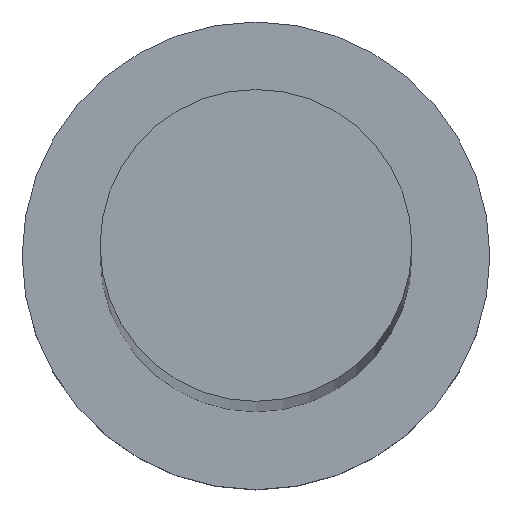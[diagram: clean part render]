
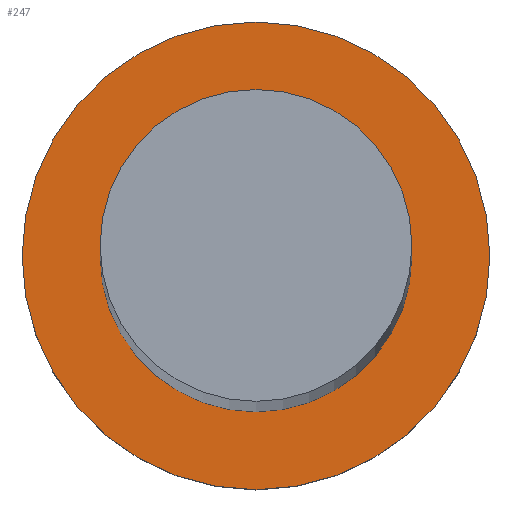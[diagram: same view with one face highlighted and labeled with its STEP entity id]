
A CAD part, top view. The second image highlights one B-rep face of the part: STEP entity #247.
In plain terms, the highlighted planar face has unit normal (0, 0, 1).
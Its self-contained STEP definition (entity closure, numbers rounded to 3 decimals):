
#3 = VERTEX_POINT ( 'NONE', #227 ) ;
#13 = CARTESIAN_POINT ( 'NONE',  ( 0., 0., 7. ) ) ;
#20 = CARTESIAN_POINT ( 'NONE',  ( -8., 0., 7. ) ) ;
#32 = ORIENTED_EDGE ( 'NONE', *, *, #41, .F. ) ;
#38 = EDGE_LOOP ( 'NONE', ( #32, #40 ) ) ;
#40 = ORIENTED_EDGE ( 'NONE', *, *, #64, .F. ) ;
#41 = EDGE_CURVE ( 'NONE', #133, #51, #53, .T. ) ;
#42 = CIRCLE ( 'NONE', #188, 8. ) ;
#51 = VERTEX_POINT ( 'NONE', #162 ) ;
#53 = CIRCLE ( 'NONE', #166, 8. ) ;
#63 = CARTESIAN_POINT ( 'NONE',  ( 0., 0., 7. ) ) ;
#64 = EDGE_CURVE ( 'NONE', #51, #133, #42, .T. ) ;
#66 = PLANE ( 'NONE',  #240 ) ;
#83 = AXIS2_PLACEMENT_3D ( 'NONE', #124, #105, #191 ) ;
#84 = ORIENTED_EDGE ( 'NONE', *, *, #180, .T. ) ;
#92 = VERTEX_POINT ( 'NONE', #201 ) ;
#98 = DIRECTION ( 'NONE',  ( 1., 0., 0. ) ) ;
#105 = DIRECTION ( 'NONE',  ( 0., 0., 1. ) ) ;
#107 = DIRECTION ( 'NONE',  ( 1., 0., 0. ) ) ;
#112 = EDGE_LOOP ( 'NONE', ( #84, #219 ) ) ;
#124 = CARTESIAN_POINT ( 'NONE',  ( 0., 0., 7. ) ) ;
#131 = AXIS2_PLACEMENT_3D ( 'NONE', #236, #235, #107 ) ;
#133 = VERTEX_POINT ( 'NONE', #20 ) ;
#147 = CARTESIAN_POINT ( 'NONE',  ( 0., 0., 7. ) ) ;
#162 = CARTESIAN_POINT ( 'NONE',  ( 8., 0., 7. ) ) ;
#165 = FACE_BOUND ( 'NONE', #38, .T. ) ;
#166 = AXIS2_PLACEMENT_3D ( 'NONE', #13, #225, #98 ) ;
#180 = EDGE_CURVE ( 'NONE', #3, #92, #216, .T. ) ;
#188 = AXIS2_PLACEMENT_3D ( 'NONE', #63, #230, #208 ) ;
#191 = DIRECTION ( 'NONE',  ( 1., 0., 0. ) ) ;
#201 = CARTESIAN_POINT ( 'NONE',  ( 12., 0., 7. ) ) ;
#208 = DIRECTION ( 'NONE',  ( 1., 0., 0. ) ) ;
#211 = DIRECTION ( 'NONE',  ( 1., 0., 0. ) ) ;
#216 = CIRCLE ( 'NONE', #131, 12. ) ;
#217 = CIRCLE ( 'NONE', #83, 12. ) ;
#219 = ORIENTED_EDGE ( 'NONE', *, *, #239, .T. ) ;
#225 = DIRECTION ( 'NONE',  ( 0., 0., 1. ) ) ;
#227 = CARTESIAN_POINT ( 'NONE',  ( -12., 0., 7. ) ) ;
#230 = DIRECTION ( 'NONE',  ( 0., 0., 1. ) ) ;
#234 = DIRECTION ( 'NONE',  ( 0., 0., 1. ) ) ;
#235 = DIRECTION ( 'NONE',  ( 0., 0., 1. ) ) ;
#236 = CARTESIAN_POINT ( 'NONE',  ( 0., 0., 7. ) ) ;
#239 = EDGE_CURVE ( 'NONE', #92, #3, #217, .T. ) ;
#240 = AXIS2_PLACEMENT_3D ( 'NONE', #147, #234, #211 ) ;
#247 = ADVANCED_FACE ( 'NONE', ( #165, #252 ), #66, .T. ) ;
#252 = FACE_OUTER_BOUND ( 'NONE', #112, .T. ) ;
